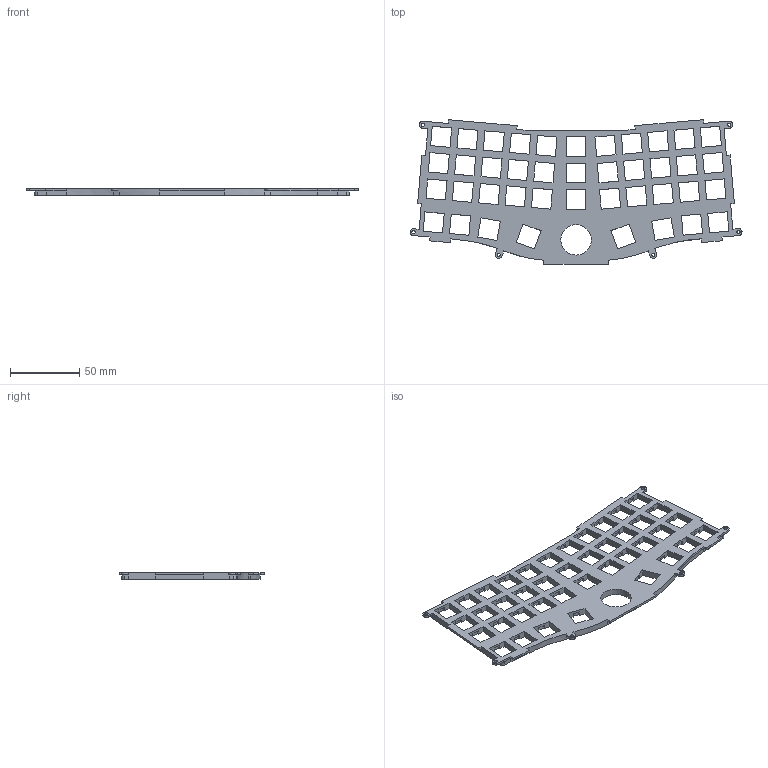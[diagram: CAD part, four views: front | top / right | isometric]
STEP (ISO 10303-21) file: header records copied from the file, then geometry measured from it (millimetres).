
FILE_DESCRIPTION(/* description */ (''),/* implementation_level */ '2;1');
FILE_NAME(/* name */ 'Buran_Universal Mount_Plate thick.stp',/* time_stamp */ '2024-04-10T00:07:36-04:00',/* author */ ('ericy'),/* organization */ (''),/* preprocessor_version */ 'ST-DEVELOPER v16.13',/* originating_system */ 'Autodesk Inventor 2018',/* authorisation */ '');
FILE_SCHEMA (('AUTOMOTIVE_DESIGN { 1 0 10303 214 3 1 1 }'));
Length unit declared in the file: millimetre
Products named in the file (1): Buran_TopMount_Plate thick
Bounding box: 239.18 x 104.21 x 4.7 mm (x, y, z)
Volume: 51254.6 mm3; surface area: 38154.6 mm2
Topology: 1 solids, 1 shells, 584 faces, 1720 edges, 1138 vertices
Faces by surface type: plane 558, cylinder 17, bspline 9
Full cylindrical faces by diameter (mm): 2.4 x6, 22 x1
Entity records: 20070 total; most frequent: CARTESIAN_POINT 4348, ORIENTED_EDGE 3422, DIRECTION 2880, EDGE_CURVE 1711, LINE 1660, VECTOR 1660, VERTEX_POINT 1136, EDGE_LOOP 687
